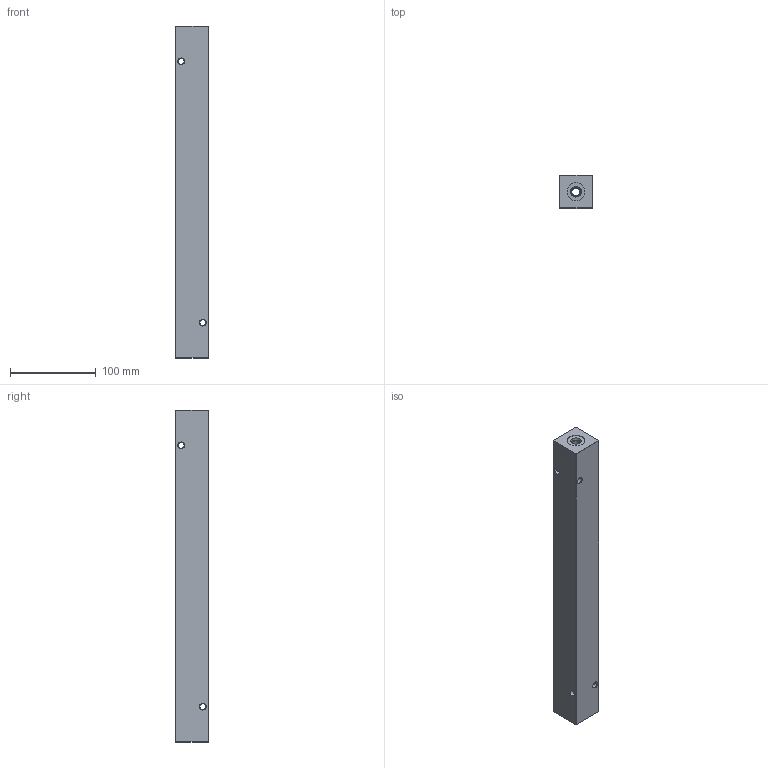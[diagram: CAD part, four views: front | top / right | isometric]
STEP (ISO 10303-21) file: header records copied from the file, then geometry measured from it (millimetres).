
FILE_DESCRIPTION (( 'STEP AP203' ), '1' );
FILE_NAME ('HM-10-90-S-4-2.STEP', '2020-11-09T13:53:59', ( '' ), ( '' ), 'SwSTEP 2.0', 'SolidWorks 2019', '' );
FILE_SCHEMA (( 'CONFIG_CONTROL_DESIGN' ));
Length unit declared in the file: inch
Products named in the file (1): HM-10-90-S-4-2
Bounding box: 38.1 x 38.1 x 387.35 mm (x, y, z)
Volume: 513456.9 mm3; surface area: 81265.8 mm2
Topology: 1 solids, 1 shells, 749 faces, 1853 edges, 1160 vertices
Faces by surface type: plane 263, bspline 192, cone 148, cylinder 146
Entity records: 32636 total; most frequent: CARTESIAN_POINT 15983, ORIENTED_EDGE 3706, DIRECTION 2851, EDGE_CURVE 1853, VERTEX_POINT 1160, VECTOR 1051, LINE 1051, AXIS2_PLACEMENT_3D 900
